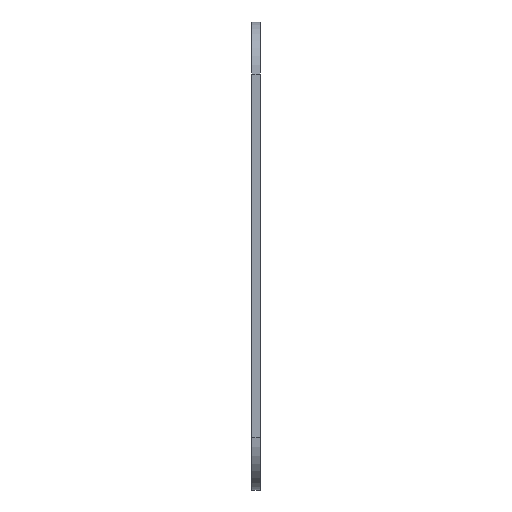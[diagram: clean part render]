
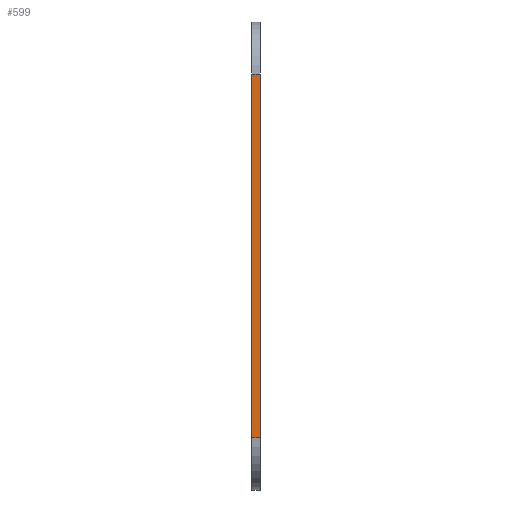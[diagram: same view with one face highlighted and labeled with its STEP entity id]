
A CAD part, left-side view. The second image highlights one B-rep face of the part: STEP entity #599.
In plain terms, the highlighted planar face has unit normal (-1, 0, 0).
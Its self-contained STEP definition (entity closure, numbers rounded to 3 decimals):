
#37 = CARTESIAN_POINT ( 'NONE',  ( -45., 1.587, 45. ) ) ;
#56 = DIRECTION ( 'NONE',  ( 1., 0., 0. ) ) ;
#83 = VECTOR ( 'NONE', #415, 1000. ) ;
#91 = DIRECTION ( 'NONE',  ( 0., 0., 1. ) ) ;
#131 = CARTESIAN_POINT ( 'NONE',  ( -45., 0., 35. ) ) ;
#135 = VERTEX_POINT ( 'NONE', #131 ) ;
#143 = CARTESIAN_POINT ( 'NONE',  ( -45., 0., 45. ) ) ;
#155 = DIRECTION ( 'NONE',  ( 0., -1., 0. ) ) ;
#166 = VERTEX_POINT ( 'NONE', #643 ) ;
#185 = ORIENTED_EDGE ( 'NONE', *, *, #468, .T. ) ;
#195 = ORIENTED_EDGE ( 'NONE', *, *, #398, .T. ) ;
#196 = DIRECTION ( 'NONE',  ( 0., 0., 1. ) ) ;
#217 = VECTOR ( 'NONE', #91, 1000. ) ;
#221 = EDGE_LOOP ( 'NONE', ( #195, #675, #542, #185 ) ) ;
#223 = DIRECTION ( 'NONE',  ( 0., 0., -1. ) ) ;
#311 = CARTESIAN_POINT ( 'NONE',  ( -45., 1.587, 35. ) ) ;
#329 = PLANE ( 'NONE',  #555 ) ;
#356 = VECTOR ( 'NONE', #155, 1000. ) ;
#366 = CARTESIAN_POINT ( 'NONE',  ( -45., 1.587, -35. ) ) ;
#376 = CARTESIAN_POINT ( 'NONE',  ( -45., 1.587, 35. ) ) ;
#398 = EDGE_CURVE ( 'NONE', #166, #135, #549, .T. ) ;
#415 = DIRECTION ( 'NONE',  ( 0., 1., 0. ) ) ;
#468 = EDGE_CURVE ( 'NONE', #509, #166, #681, .T. ) ;
#473 = CARTESIAN_POINT ( 'NONE',  ( -45., 1.587, -35. ) ) ;
#509 = VERTEX_POINT ( 'NONE', #366 ) ;
#514 = LINE ( 'NONE', #37, #217 ) ;
#530 = VECTOR ( 'NONE', #196, 1000. ) ;
#542 = ORIENTED_EDGE ( 'NONE', *, *, #557, .F. ) ;
#543 = CARTESIAN_POINT ( 'NONE',  ( -45., 1.587, 45. ) ) ;
#548 = LINE ( 'NONE', #311, #83 ) ;
#549 = LINE ( 'NONE', #143, #530 ) ;
#553 = EDGE_CURVE ( 'NONE', #135, #621, #548, .T. ) ;
#555 = AXIS2_PLACEMENT_3D ( 'NONE', #543, #56, #223 ) ;
#557 = EDGE_CURVE ( 'NONE', #509, #621, #514, .T. ) ;
#559 = FACE_OUTER_BOUND ( 'NONE', #221, .T. ) ;
#599 = ADVANCED_FACE ( 'NONE', ( #559 ), #329, .F. ) ;
#621 = VERTEX_POINT ( 'NONE', #376 ) ;
#643 = CARTESIAN_POINT ( 'NONE',  ( -45., 0., -35. ) ) ;
#675 = ORIENTED_EDGE ( 'NONE', *, *, #553, .T. ) ;
#681 = LINE ( 'NONE', #473, #356 ) ;
